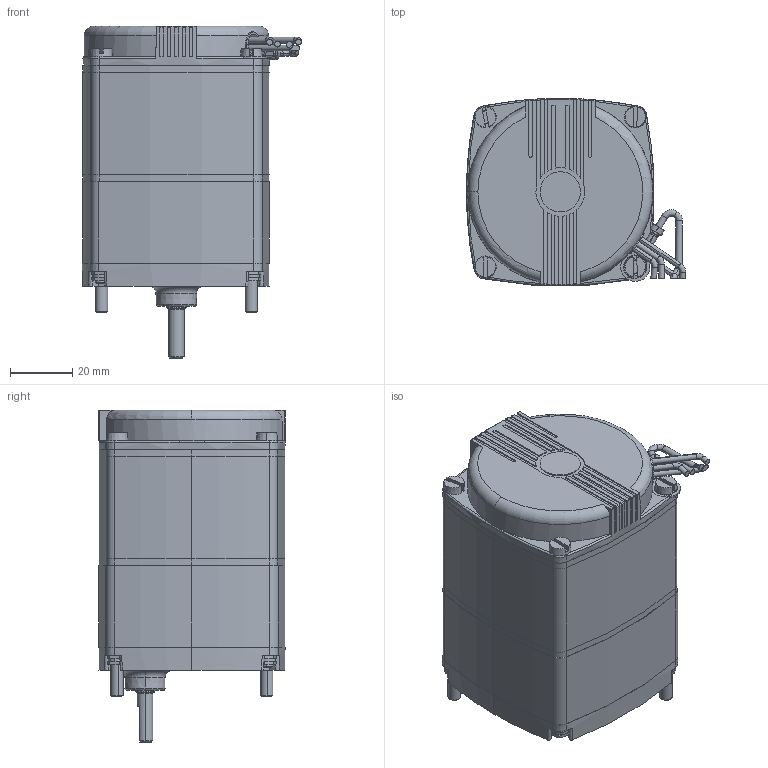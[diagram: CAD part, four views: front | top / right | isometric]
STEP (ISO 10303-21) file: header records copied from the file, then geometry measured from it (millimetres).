
FILE_DESCRIPTION (( 'STEP AP203' ), '1' );
FILE_NAME ('INFM0295.STEP', '2015-09-23T19:51:50', ( 'admin' ), ( '' ), 'SwSTEP 2.0', 'SolidWorks 2014', '' );
FILE_SCHEMA (( 'CONFIG_CONTROL_DESIGN' ));
Length unit declared in the file: inch
Products named in the file (1): INFM0295
Bounding box: 70.65 x 60.22 x 106.96 mm (x, y, z)
Volume: 279052.4 mm3; surface area: 56101 mm2
Topology: 19 solids, 19 shells, 685 faces, 1688 edges, 1022 vertices
Faces by surface type: plane 300, cylinder 173, bspline 89, cone 87, torus 36
Entity records: 22297 total; most frequent: CARTESIAN_POINT 6816, ORIENTED_EDGE 3328, DIRECTION 3026, EDGE_CURVE 1664, AXIS2_PLACEMENT_3D 1156, VERTEX_POINT 1022, EDGE_LOOP 736, LINE 714
